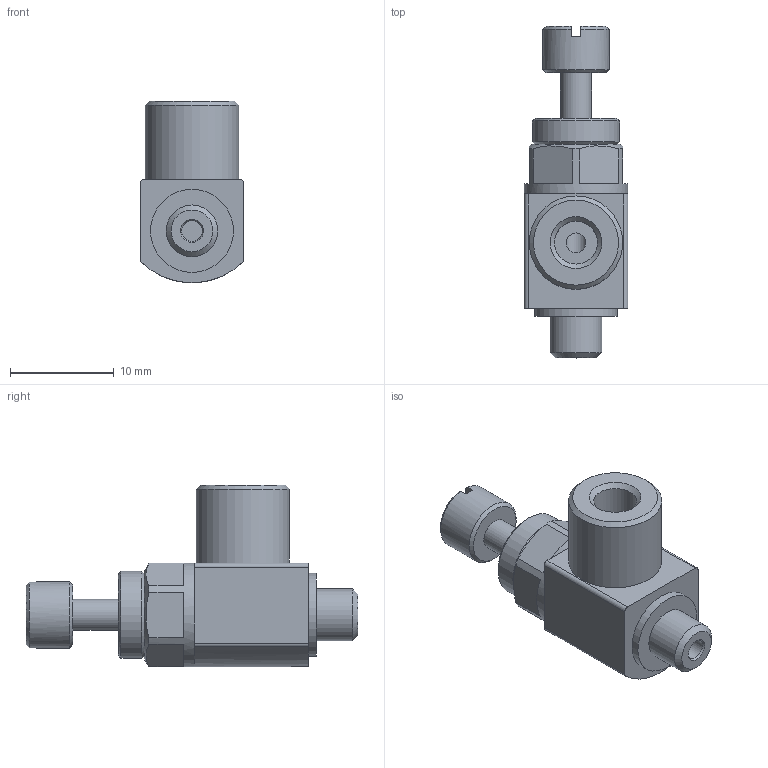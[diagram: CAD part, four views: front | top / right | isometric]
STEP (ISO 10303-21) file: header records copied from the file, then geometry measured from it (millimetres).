
FILE_DESCRIPTION(/* description */ ('STEP AP214'),/* implementation_level */ '2;1');
FILE_NAME(/* name */ '151186_GRLZ-M5-RS-B',/* time_stamp */ '2024-08-28T22:17:50+02:00',/* author */ ('License CC BY-ND 4.0'),/* organization */ ('CADENAS'),/* preprocessor_version */ 'ST-DEVELOPER v19.3',/* originating_system */ 'PARTsolutions',/* authorisation */ ' ');
FILE_SCHEMA (('AUTOMOTIVE_DESIGN {1 0 10303 214 3 1 1}'));
Length unit declared in the file: millimetre
Products named in the file (1): 151186 GRLZ-M5-RS-B
Bounding box: 10 x 32 x 17.5 mm (x, y, z)
Volume: 2108.9 mm3; surface area: 1474.4 mm2
Topology: 1 solids, 1 shells, 59 faces, 135 edges, 86 vertices
Faces by surface type: plane 33, cylinder 15, cone 11
Full cylindrical faces by diameter (mm): 1.9 x1, 2 x1, 3 x1, 4.134 x1, 5 x1, 6.4 x1, 8 x1, 8.4 x1, 9 x1, 10 x1
Entity records: 1606 total; most frequent: CARTESIAN_POINT 308, DIRECTION 279, ORIENTED_EDGE 224, AXIS2_PLACEMENT_3D 118, EDGE_CURVE 112, EDGE_LOOP 88, FACE_BOUND 88, VERTEX_POINT 82
